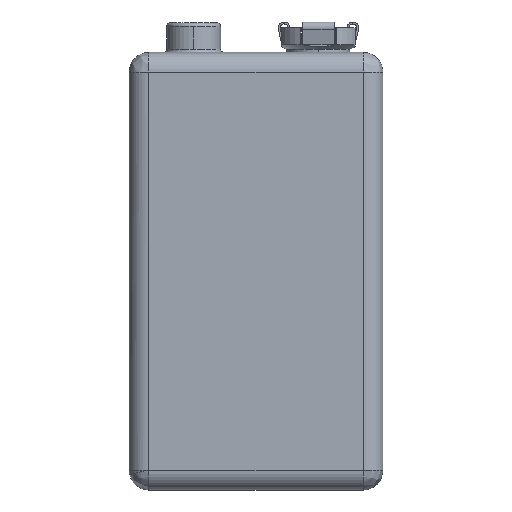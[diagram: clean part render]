
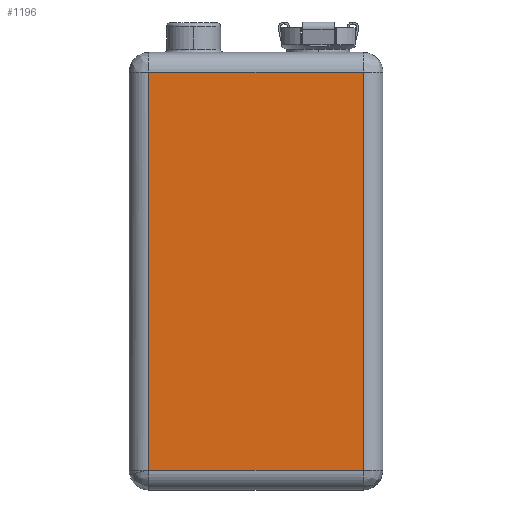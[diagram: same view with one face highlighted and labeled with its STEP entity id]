
A CAD part, front view. The second image highlights one B-rep face of the part: STEP entity #1196.
In plain terms, the highlighted planar face has unit normal (0, -1, 0).
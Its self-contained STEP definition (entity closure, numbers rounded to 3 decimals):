
#51 = DIRECTION ( 'NONE',  ( 0., 0., 1. ) ) ;
#199 = VERTEX_POINT ( 'NONE', #3305 ) ;
#301 = EDGE_CURVE ( 'NONE', #3794, #199, #1565, .T. ) ;
#361 = PLANE ( 'NONE',  #2545 ) ;
#403 = LINE ( 'NONE', #866, #494 ) ;
#494 = VECTOR ( 'NONE', #893, 1000. ) ;
#663 = ORIENTED_EDGE ( 'NONE', *, *, #3020, .T. ) ;
#866 = CARTESIAN_POINT ( 'NONE',  ( 12.9, -8.4, 2. ) ) ;
#893 = DIRECTION ( 'NONE',  ( 1., 0., 0. ) ) ;
#1005 = ORIENTED_EDGE ( 'NONE', *, *, #301, .T. ) ;
#1018 = EDGE_CURVE ( 'NONE', #3794, #2160, #3787, .T. ) ;
#1057 = VECTOR ( 'NONE', #3431, 1000. ) ;
#1196 = ADVANCED_FACE ( 'NONE', ( #1379 ), #361, .T. ) ;
#1251 = CARTESIAN_POINT ( 'NONE',  ( -10.9, -8.4, 2. ) ) ;
#1379 = FACE_OUTER_BOUND ( 'NONE', #2390, .T. ) ;
#1565 = LINE ( 'NONE', #2510, #1057 ) ;
#1614 = ORIENTED_EDGE ( 'NONE', *, *, #3093, .F. ) ;
#1828 = CARTESIAN_POINT ( 'NONE',  ( -10.9, -8.4, 0. ) ) ;
#2160 = VERTEX_POINT ( 'NONE', #2468 ) ;
#2242 = ORIENTED_EDGE ( 'NONE', *, *, #1018, .F. ) ;
#2390 = EDGE_LOOP ( 'NONE', ( #1614, #663, #2242, #1005 ) ) ;
#2468 = CARTESIAN_POINT ( 'NONE',  ( 10.9, -8.4, 2. ) ) ;
#2475 = DIRECTION ( 'NONE',  ( 1., 0., 0. ) ) ;
#2510 = CARTESIAN_POINT ( 'NONE',  ( 12.9, -8.4, 42.5 ) ) ;
#2545 = AXIS2_PLACEMENT_3D ( 'NONE', #3098, #3066, #2475 ) ;
#2864 = VECTOR ( 'NONE', #2973, 1000. ) ;
#2973 = DIRECTION ( 'NONE',  ( 0., 0., -1. ) ) ;
#3020 = EDGE_CURVE ( 'NONE', #3865, #2160, #403, .T. ) ;
#3066 = DIRECTION ( 'NONE',  ( 0., -1., 0. ) ) ;
#3093 = EDGE_CURVE ( 'NONE', #3865, #199, #3273, .T. ) ;
#3098 = CARTESIAN_POINT ( 'NONE',  ( 12.9, -8.4, 0. ) ) ;
#3273 = LINE ( 'NONE', #1828, #3801 ) ;
#3305 = CARTESIAN_POINT ( 'NONE',  ( -10.9, -8.4, 42.5 ) ) ;
#3431 = DIRECTION ( 'NONE',  ( -1., 0., 0. ) ) ;
#3598 = CARTESIAN_POINT ( 'NONE',  ( 10.9, -8.4, 0. ) ) ;
#3617 = CARTESIAN_POINT ( 'NONE',  ( 10.9, -8.4, 42.5 ) ) ;
#3787 = LINE ( 'NONE', #3598, #2864 ) ;
#3794 = VERTEX_POINT ( 'NONE', #3617 ) ;
#3801 = VECTOR ( 'NONE', #51, 1000. ) ;
#3865 = VERTEX_POINT ( 'NONE', #1251 ) ;
